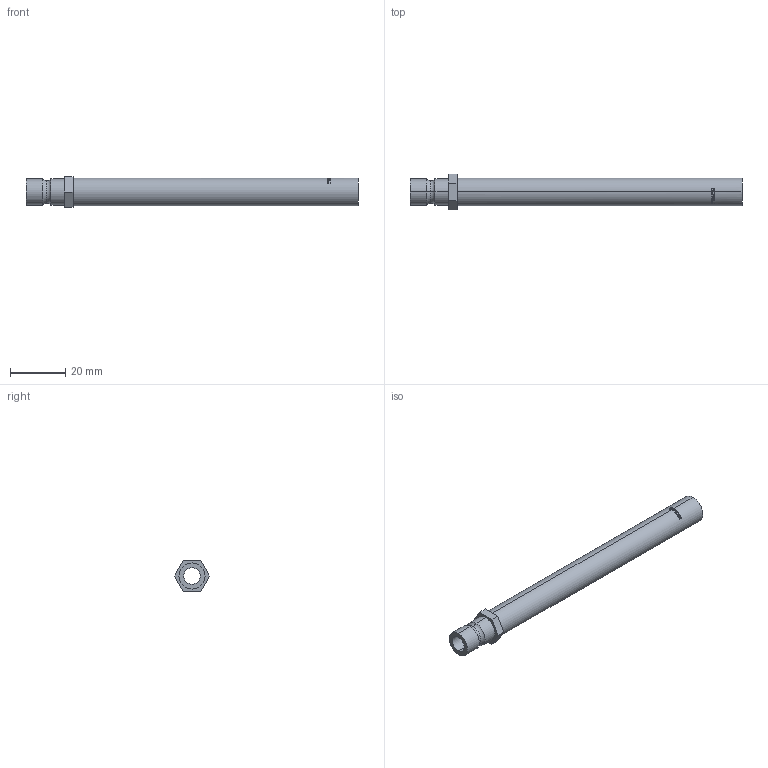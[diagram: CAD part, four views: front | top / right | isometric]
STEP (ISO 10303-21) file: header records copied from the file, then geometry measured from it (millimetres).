
FILE_DESCRIPTION (( 'STEP AP203' ), '1' );
FILE_NAME ('a008.STEP', '2022-09-20T13:02:40', ( '' ), ( '' ), 'SwSTEP 2.0', 'SolidWorks 2019', '' );
FILE_SCHEMA (( 'CONFIG_CONTROL_DESIGN' ));
Length unit declared in the file: millimetre
Products named in the file (1): a008
Bounding box: 120 x 12.7 x 11 mm (x, y, z)
Volume: 5943 mm3; surface area: 6189.3 mm2
Topology: 1 solids, 1 shells, 110 faces, 288 edges, 190 vertices
Faces by surface type: plane 42, bspline 42, cylinder 22, torus 4
Entity records: 5575 total; most frequent: CARTESIAN_POINT 3103, ORIENTED_EDGE 576, DIRECTION 364, EDGE_CURVE 288, VERTEX_POINT 190, AXIS2_PLACEMENT_3D 143, B_SPLINE_CURVE_WITH_KNOTS 136, EDGE_LOOP 122
